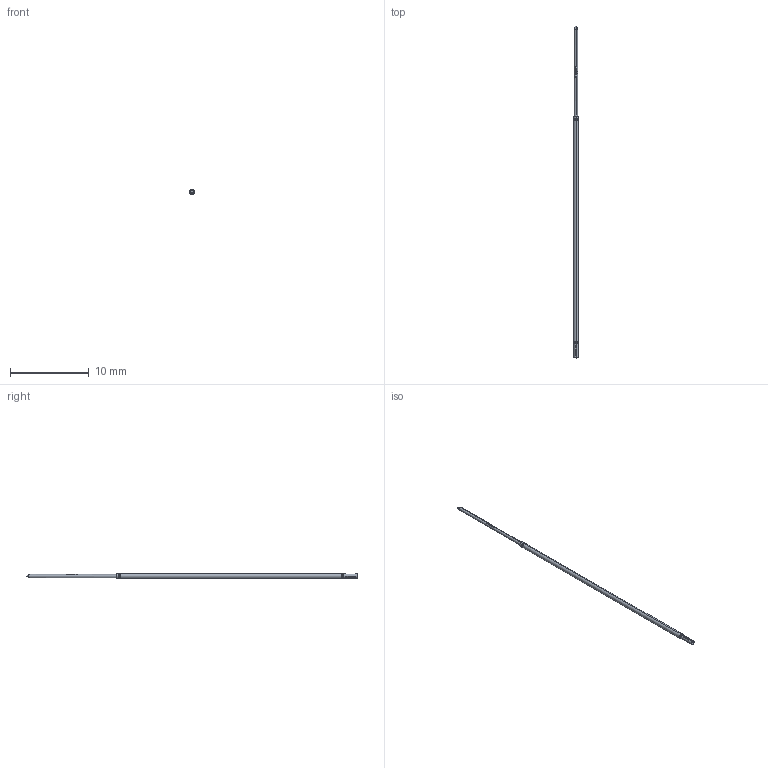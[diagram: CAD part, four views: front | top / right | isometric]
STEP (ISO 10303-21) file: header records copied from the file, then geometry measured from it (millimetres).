
FILE_DESCRIPTION (( 'STEP AP203' ), '1' );
FILE_NAME ('INGUN_S-031_297_040_A_xx00_L.STEP', '2022-01-27T11:03:38', ( 'ochi' ), ( '' ), 'SwSTEP 2.0', 'SolidWorks 2018', '' );
FILE_SCHEMA (( 'CONFIG_CONTROL_DESIGN' ));
Length unit declared in the file: millimetre
Products named in the file (1): INGUN_S-031_297_040_A_xx00_L
Bounding box: 0.62 x 42.16 x 0.62 mm (x, y, z)
Volume: 10.2 mm3; surface area: 76.7 mm2
Topology: 1 solids, 1 shells, 143 faces, 381 edges, 247 vertices
Faces by surface type: plane 53, bspline 46, cylinder 34, torus 10
Entity records: 5674 total; most frequent: CARTESIAN_POINT 2352, ORIENTED_EDGE 762, DIRECTION 571, EDGE_CURVE 381, VERTEX_POINT 247, AXIS2_PLACEMENT_3D 230, EDGE_LOOP 150, ADVANCED_FACE 143
